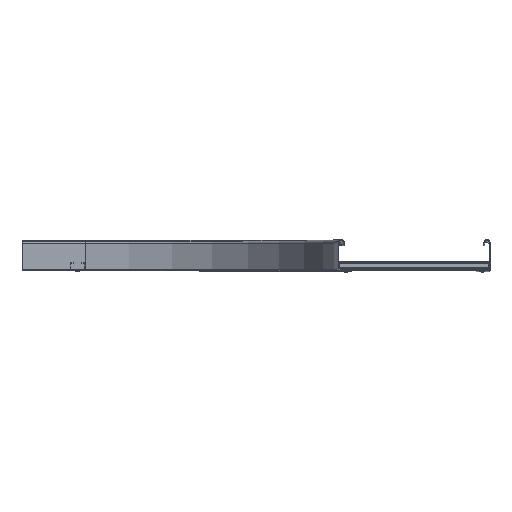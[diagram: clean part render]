
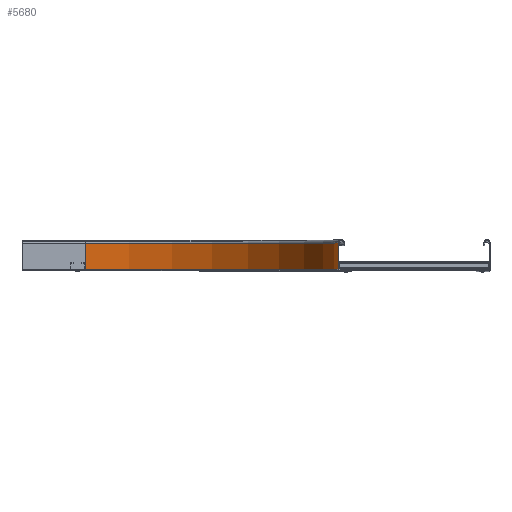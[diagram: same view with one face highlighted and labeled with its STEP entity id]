
A CAD part, top view. The second image highlights one B-rep face of the part: STEP entity #5680.
In plain terms, the highlighted cylindrical face has radius 500 mm (diameter 1000 mm), a partial arc.
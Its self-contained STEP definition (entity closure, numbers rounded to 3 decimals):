
#45 = CIRCLE ( 'NONE', #7060, 500. ) ;
#1264 = VECTOR ( 'NONE', #1986, 1000. ) ;
#1373 = LINE ( 'NONE', #7009, #1264 ) ;
#1489 = EDGE_CURVE ( 'NONE', #3807, #3394, #1373, .T. ) ;
#1627 = ORIENTED_EDGE ( 'NONE', *, *, #6870, .T. ) ;
#1986 = DIRECTION ( 'NONE',  ( 0., 1., 0. ) ) ;
#2713 = DIRECTION ( 'NONE',  ( 0., -1., 0. ) ) ;
#2760 = AXIS2_PLACEMENT_3D ( 'NONE', #4377, #2713, #3778 ) ;
#2940 = LINE ( 'NONE', #4041, #7168 ) ;
#2966 = EDGE_CURVE ( 'NONE', #3394, #6190, #4662, .T. ) ;
#3118 = EDGE_LOOP ( 'NONE', ( #5006, #4322, #1627, #4381 ) ) ;
#3225 = FACE_OUTER_BOUND ( 'NONE', #3118, .T. ) ;
#3379 = CARTESIAN_POINT ( 'NONE',  ( 146.447, 54., -353.553 ) ) ;
#3394 = VERTEX_POINT ( 'NONE', #7004 ) ;
#3778 = DIRECTION ( 'NONE',  ( 0., 0., -1. ) ) ;
#3807 = VERTEX_POINT ( 'NONE', #6839 ) ;
#4041 = CARTESIAN_POINT ( 'NONE',  ( 146.447, 2.5, -353.553 ) ) ;
#4322 = ORIENTED_EDGE ( 'NONE', *, *, #1489, .F. ) ;
#4377 = CARTESIAN_POINT ( 'NONE',  ( 500., 0., 0. ) ) ;
#4381 = ORIENTED_EDGE ( 'NONE', *, *, #5878, .T. ) ;
#4662 = CIRCLE ( 'NONE', #5141, 500. ) ;
#4710 = CARTESIAN_POINT ( 'NONE',  ( 500., 2.5, 0. ) ) ;
#5006 = ORIENTED_EDGE ( 'NONE', *, *, #2966, .F. ) ;
#5141 = AXIS2_PLACEMENT_3D ( 'NONE', #7015, #5927, #6595 ) ;
#5680 = ADVANCED_FACE ( 'NONE', ( #3225 ), #6626, .F. ) ;
#5764 = DIRECTION ( 'NONE',  ( 0., -1., 0. ) ) ;
#5878 = EDGE_CURVE ( 'NONE', #6841, #6190, #2940, .T. ) ;
#5927 = DIRECTION ( 'NONE',  ( 0., -1., 0. ) ) ;
#6190 = VERTEX_POINT ( 'NONE', #3379 ) ;
#6202 = CARTESIAN_POINT ( 'NONE',  ( 146.447, 2.5, -353.553 ) ) ;
#6434 = DIRECTION ( 'NONE',  ( 0., 1., 0. ) ) ;
#6595 = DIRECTION ( 'NONE',  ( -0.707, 0., 0.707 ) ) ;
#6626 = CYLINDRICAL_SURFACE ( 'NONE', #2760, 500. ) ;
#6839 = CARTESIAN_POINT ( 'NONE',  ( 146.447, 2.5, 353.553 ) ) ;
#6841 = VERTEX_POINT ( 'NONE', #6202 ) ;
#6870 = EDGE_CURVE ( 'NONE', #3807, #6841, #45, .T. ) ;
#6993 = DIRECTION ( 'NONE',  ( -0.707, 0., 0.707 ) ) ;
#7004 = CARTESIAN_POINT ( 'NONE',  ( 146.447, 54., 353.553 ) ) ;
#7009 = CARTESIAN_POINT ( 'NONE',  ( 146.447, 2.5, 353.553 ) ) ;
#7015 = CARTESIAN_POINT ( 'NONE',  ( 500., 54., 0. ) ) ;
#7060 = AXIS2_PLACEMENT_3D ( 'NONE', #4710, #5764, #6993 ) ;
#7168 = VECTOR ( 'NONE', #6434, 1000. ) ;
